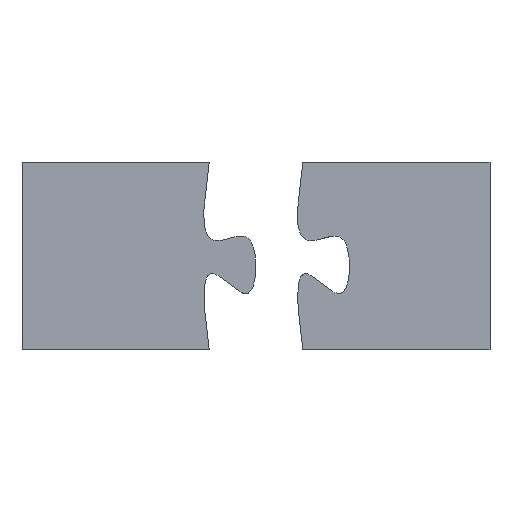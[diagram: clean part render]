
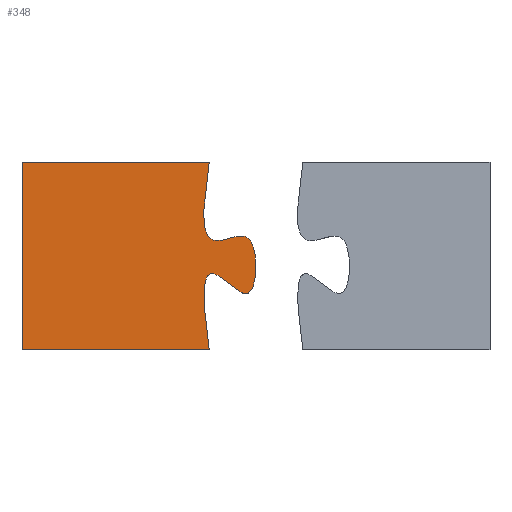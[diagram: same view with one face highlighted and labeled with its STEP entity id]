
A CAD part, top view. The second image highlights one B-rep face of the part: STEP entity #348.
In plain terms, the highlighted planar face has unit normal (0, 0, 1).
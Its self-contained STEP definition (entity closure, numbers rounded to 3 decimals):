
#225=CARTESIAN_POINT('',(5.,5.,1.));
#226=VERTEX_POINT('',#225);
#233=CARTESIAN_POINT('',(5.,-5.,1.));
#234=VERTEX_POINT('',#233);
#235=CARTESIAN_POINT('',(5.,5.,1.));
#236=CARTESIAN_POINT('',(3.873,-1.52,1.));
#237=CARTESIAN_POINT('',(7.708,3.787,1.));
#238=CARTESIAN_POINT('',(7.555,-5.17,1.));
#239=CARTESIAN_POINT('',(3.955,2.136,1.));
#240=CARTESIAN_POINT('',(5.,-5.,1.));
#241=B_SPLINE_CURVE_WITH_KNOTS('',3,(#235,#236,#237,#238,#239,#240),.UNSPECIFIED.,.F.,.F.,(4,1,1,4),(0.,0.379,0.612,1.),.UNSPECIFIED.);
#242=EDGE_CURVE('',#226,#234,#241,.T.);
#266=CARTESIAN_POINT('',(-5.,5.,1.));
#267=VERTEX_POINT('',#266);
#274=CARTESIAN_POINT('',(5.,5.,1.));
#275=DIRECTION('',(-1.,0.,0.));
#276=VECTOR('',#275,10.);
#277=LINE('',#274,#276);
#278=EDGE_CURVE('',#226,#267,#277,.T.);
#297=CARTESIAN_POINT('',(-5.,-5.,1.));
#298=VERTEX_POINT('',#297);
#305=CARTESIAN_POINT('',(-5.,-5.,1.));
#306=DIRECTION('',(0.,1.,0.));
#307=VECTOR('',#306,10.);
#308=LINE('',#305,#307);
#309=EDGE_CURVE('',#298,#267,#308,.T.);
#327=CARTESIAN_POINT('',(-5.,-5.,1.));
#328=DIRECTION('',(1.,0.,-0.));
#329=VECTOR('',#328,10.);
#330=LINE('',#327,#329);
#331=EDGE_CURVE('',#298,#234,#330,.T.);
#337=CARTESIAN_POINT('',(0.,0.,1.));
#338=DIRECTION('',(0.,0.,1.));
#339=DIRECTION('',(1.,0.,0.));
#340=AXIS2_PLACEMENT_3D('',#337,#338,#339);
#341=PLANE('',#340);
#342=ORIENTED_EDGE('',*,*,#242,.F.);
#343=ORIENTED_EDGE('',*,*,#278,.T.);
#344=ORIENTED_EDGE('',*,*,#309,.F.);
#345=ORIENTED_EDGE('',*,*,#331,.T.);
#346=EDGE_LOOP('',(#342,#343,#344,#345));
#347=FACE_BOUND('',#346,.T.);
#348=ADVANCED_FACE('',(#347),#341,.T.);
